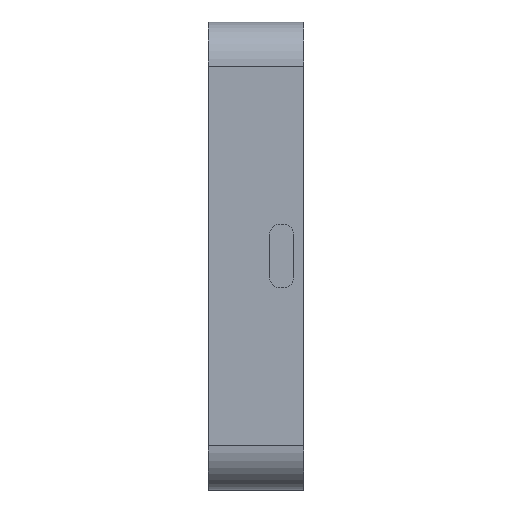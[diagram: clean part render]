
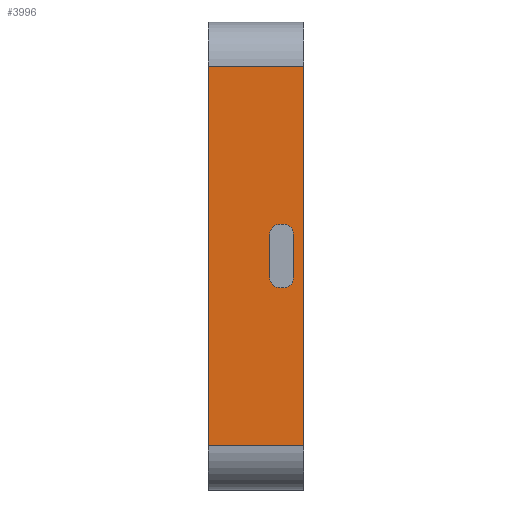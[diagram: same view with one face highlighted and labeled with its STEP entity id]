
A CAD part, left-side view. The second image highlights one B-rep face of the part: STEP entity #3996.
In plain terms, the highlighted planar face has unit normal (-1, 0, 0).
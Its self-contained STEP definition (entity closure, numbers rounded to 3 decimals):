
#52=CIRCLE('',#4131,1.5);
#54=CIRCLE('',#4135,1.5);
#56=CIRCLE('',#4139,1.5);
#58=CIRCLE('',#4143,1.5);
#112=FACE_BOUND('',#701,.T.);
#466=FACE_OUTER_BOUND('',#700,.T.);
#700=EDGE_LOOP('',(#3624,#3625,#3626,#3627));
#701=EDGE_LOOP('',(#3628,#3629,#3630,#3631,#3632,#3633,#3634,#3635));
#953=LINE('',#6621,#1378);
#1038=LINE('',#6815,#1463);
#1042=LINE('',#6827,#1467);
#1046=LINE('',#6839,#1471);
#1050=LINE('',#6851,#1475);
#1098=LINE('',#6989,#1523);
#1128=LINE('',#7069,#1553);
#1129=LINE('',#7071,#1554);
#1378=VECTOR('',#4621,10.);
#1463=VECTOR('',#4782,10.);
#1467=VECTOR('',#4794,10.);
#1471=VECTOR('',#4806,10.);
#1475=VECTOR('',#4818,10.);
#1523=VECTOR('',#4952,10.);
#1553=VECTOR('',#5048,10.);
#1554=VECTOR('',#5051,10.);
#1790=VERTEX_POINT('',#6618);
#1791=VERTEX_POINT('',#6620);
#1861=VERTEX_POINT('',#6812);
#1862=VERTEX_POINT('',#6814);
#1864=VERTEX_POINT('',#6820);
#1866=VERTEX_POINT('',#6826);
#1868=VERTEX_POINT('',#6832);
#1870=VERTEX_POINT('',#6838);
#1872=VERTEX_POINT('',#6844);
#1874=VERTEX_POINT('',#6850);
#1920=VERTEX_POINT('',#6986);
#1921=VERTEX_POINT('',#6988);
#2287=EDGE_CURVE('',#1790,#1791,#953,.T.);
#2382=EDGE_CURVE('',#1862,#1861,#1038,.T.);
#2385=EDGE_CURVE('',#1864,#1862,#52,.T.);
#2388=EDGE_CURVE('',#1866,#1864,#1042,.T.);
#2391=EDGE_CURVE('',#1868,#1866,#54,.T.);
#2394=EDGE_CURVE('',#1870,#1868,#1046,.T.);
#2397=EDGE_CURVE('',#1872,#1870,#56,.T.);
#2400=EDGE_CURVE('',#1874,#1872,#1050,.T.);
#2403=EDGE_CURVE('',#1861,#1874,#58,.T.);
#2469=EDGE_CURVE('',#1920,#1921,#1098,.T.);
#2508=EDGE_CURVE('',#1920,#1791,#1128,.T.);
#2509=EDGE_CURVE('',#1921,#1790,#1129,.T.);
#3624=ORIENTED_EDGE('',*,*,#2508,.T.);
#3625=ORIENTED_EDGE('',*,*,#2287,.F.);
#3626=ORIENTED_EDGE('',*,*,#2509,.F.);
#3627=ORIENTED_EDGE('',*,*,#2469,.F.);
#3628=ORIENTED_EDGE('',*,*,#2382,.T.);
#3629=ORIENTED_EDGE('',*,*,#2403,.T.);
#3630=ORIENTED_EDGE('',*,*,#2400,.T.);
#3631=ORIENTED_EDGE('',*,*,#2397,.T.);
#3632=ORIENTED_EDGE('',*,*,#2394,.T.);
#3633=ORIENTED_EDGE('',*,*,#2391,.T.);
#3634=ORIENTED_EDGE('',*,*,#2388,.T.);
#3635=ORIENTED_EDGE('',*,*,#2385,.T.);
#3789=PLANE('',#4217);
#3996=ADVANCED_FACE('',(#466,#112),#3789,.T.);
#4131=AXIS2_PLACEMENT_3D('',#6821,#4788,#4789);
#4135=AXIS2_PLACEMENT_3D('',#6833,#4800,#4801);
#4139=AXIS2_PLACEMENT_3D('',#6845,#4812,#4813);
#4143=AXIS2_PLACEMENT_3D('',#6855,#4824,#4825);
#4217=AXIS2_PLACEMENT_3D('',#7070,#5049,#5050);
#4621=DIRECTION('',(0.,0.,1.));
#4782=DIRECTION('',(0.,0.,-1.));
#4788=DIRECTION('center_axis',(1.,0.,0.));
#4789=DIRECTION('ref_axis',(0.,-1.,0.));
#4794=DIRECTION('',(0.,-1.,0.));
#4800=DIRECTION('center_axis',(1.,0.,0.));
#4801=DIRECTION('ref_axis',(0.,0.,1.));
#4806=DIRECTION('',(0.,0.,1.));
#4812=DIRECTION('center_axis',(1.,0.,0.));
#4813=DIRECTION('ref_axis',(0.,1.,0.));
#4818=DIRECTION('',(0.,1.,0.));
#4824=DIRECTION('center_axis',(1.,0.,0.));
#4825=DIRECTION('ref_axis',(0.,0.,-1.));
#4952=DIRECTION('',(0.,0.,-1.));
#5048=DIRECTION('',(0.,1.,0.));
#5049=DIRECTION('center_axis',(-1.,0.,0.));
#5050=DIRECTION('ref_axis',(0.,0.,1.));
#5051=DIRECTION('',(0.,1.,0.));
#6618=CARTESIAN_POINT('',(-40.75,1.,-27.75));
#6620=CARTESIAN_POINT('',(-40.75,1.,27.75));
#6621=CARTESIAN_POINT('',(-40.75,1.,-27.75));
#6812=CARTESIAN_POINT('',(-40.75,-11.5,-3.15));
#6814=CARTESIAN_POINT('',(-40.75,-11.5,3.15));
#6815=CARTESIAN_POINT('',(-40.75,-11.5,-12.3));
#6820=CARTESIAN_POINT('',(-40.75,-10.,4.65));
#6821=CARTESIAN_POINT('Origin',(-40.75,-10.,3.15));
#6826=CARTESIAN_POINT('',(-40.75,-9.5,4.65));
#6827=CARTESIAN_POINT('',(-40.75,-4.75,4.65));
#6832=CARTESIAN_POINT('',(-40.75,-8.,3.15));
#6833=CARTESIAN_POINT('Origin',(-40.75,-9.5,3.15));
#6838=CARTESIAN_POINT('',(-40.75,-8.,-3.15));
#6839=CARTESIAN_POINT('',(-40.75,-8.,-15.45));
#6844=CARTESIAN_POINT('',(-40.75,-9.5,-4.65));
#6845=CARTESIAN_POINT('Origin',(-40.75,-9.5,-3.15));
#6850=CARTESIAN_POINT('',(-40.75,-10.,-4.65));
#6851=CARTESIAN_POINT('',(-40.75,-5.,-4.65));
#6855=CARTESIAN_POINT('Origin',(-40.75,-10.,-3.15));
#6986=CARTESIAN_POINT('',(-40.75,-13.,27.75));
#6988=CARTESIAN_POINT('',(-40.75,-13.,-27.75));
#6989=CARTESIAN_POINT('',(-40.75,-13.,-27.75));
#7069=CARTESIAN_POINT('',(-40.75,0.,27.75));
#7070=CARTESIAN_POINT('Origin',(-40.75,0.,-27.75));
#7071=CARTESIAN_POINT('',(-40.75,0.,-27.75));
